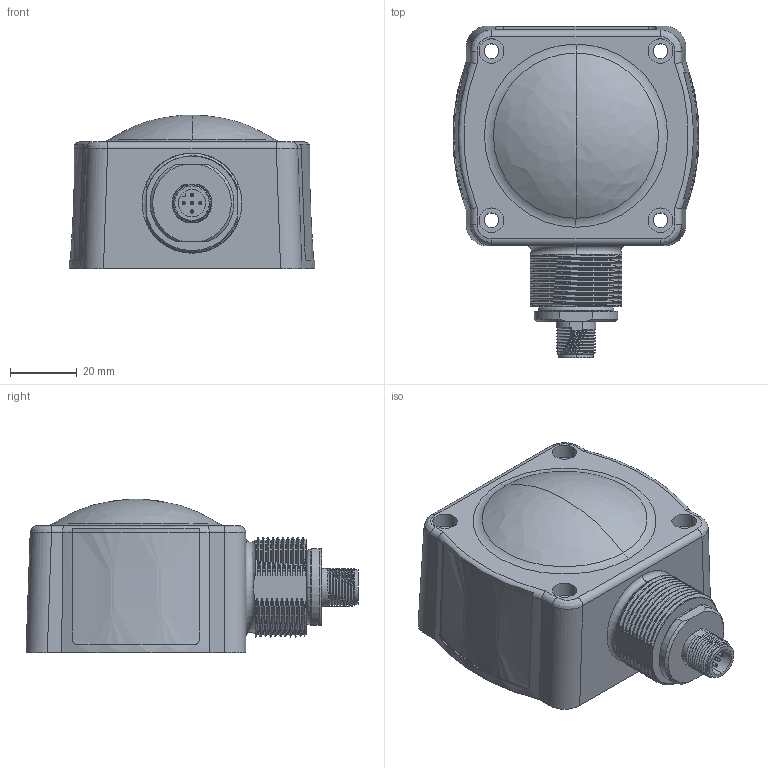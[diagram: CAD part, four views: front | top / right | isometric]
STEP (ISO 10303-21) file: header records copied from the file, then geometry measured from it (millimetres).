
FILE_DESCRIPTION((''),'2;1');
FILE_NAME('206364_ASM','2018-05-02T',('pdmadmin'),('BANNER ENGINEERING'),'CREO PARAMETRIC BY PTC INC, 2016260','CREO PARAMETRIC BY PTC INC, 2016260','');
FILE_SCHEMA(('CONFIG_CONTROL_DESIGN'));
Products named in the file (9): 122525; 29320; 107054; 41089; 110260_ASM; 116566; 108894_NO_BTNS; 58889; 206364_ASM
Assembly tree (8 placements, depth 3):
  206364_ASM
    122525
    29320
    107054
    110260_ASM
      41089
    116566
    108894_NO_BTNS
    58889
Bounding box: 73.88 x 99.73 x 46.11 mm (x, y, z)
Volume: 72864.6 mm3; surface area: 62027.3 mm2
Topology: 7 solids, 13 shells, 1067 faces, 2804 edges, 1826 vertices
Faces by surface type: plane 455, cylinder 350, bspline 154, cone 54, torus 46, extrusion 8
Entity records: 63136 total; most frequent: CARTESIAN_POINT 37555, ORIENTED_EDGE 5516, DIRECTION 4853, EDGE_CURVE 2798, VERTEX_POINT 1825, AXIS2_PLACEMENT_3D 1720, VECTOR 1413, LINE 1405
